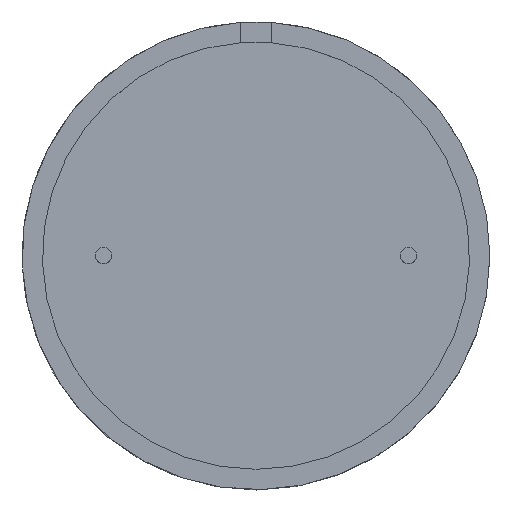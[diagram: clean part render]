
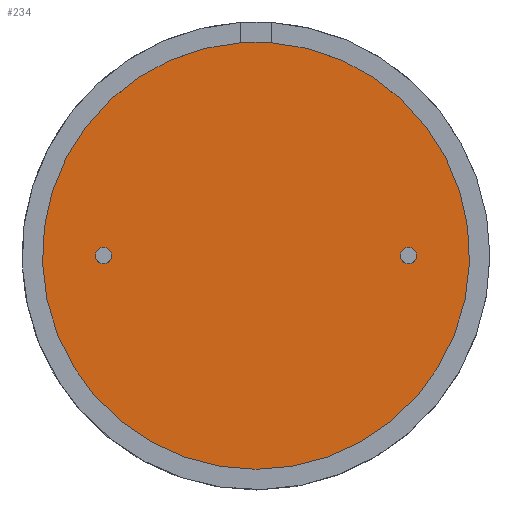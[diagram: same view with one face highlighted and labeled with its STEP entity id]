
A CAD part, top view. The second image highlights one B-rep face of the part: STEP entity #234.
In plain terms, the highlighted planar face has unit normal (0, 0, 1).
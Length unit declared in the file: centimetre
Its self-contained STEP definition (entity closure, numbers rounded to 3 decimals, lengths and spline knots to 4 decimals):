
#41=PLANE('',#263);
#77=VERTEX_POINT('',#344);
#79=VERTEX_POINT('',#350);
#81=VERTEX_POINT('',#358);
#82=VERTEX_POINT('',#359);
#93=CIRCLE('',#246,0.04);
#95=CIRCLE('',#250,0.04);
#97=CIRCLE('',#256,1.05);
#108=EDGE_CURVE('',#77,#77,#93,.T.);
#110=EDGE_CURVE('',#79,#79,#95,.T.);
#112=EDGE_CURVE('',#81,#82,#97,.T.);
#122=EDGE_CURVE('',#82,#81,#97,.T.);
#164=ORIENTED_EDGE('',*,*,#108,.T.);
#165=ORIENTED_EDGE('',*,*,#110,.T.);
#166=ORIENTED_EDGE('',*,*,#122,.T.);
#167=ORIENTED_EDGE('',*,*,#112,.T.);
#192=EDGE_LOOP('',(#164));
#193=EDGE_LOOP('',(#165));
#194=EDGE_LOOP('',(#166,#167));
#216=FACE_BOUND('',#192,.T.);
#217=FACE_BOUND('',#193,.T.);
#218=FACE_BOUND('',#194,.T.);
#234=ADVANCED_FACE('',(#216,#217,#218),#41,.T.);
#246=AXIS2_PLACEMENT_3D('',#343,#285,#286);
#250=AXIS2_PLACEMENT_3D('',#349,#292,#293);
#256=AXIS2_PLACEMENT_3D('',#357,#302,#303);
#263=AXIS2_PLACEMENT_3D('',#378,#321,$);
#285=DIRECTION('',(0.,0.,-1.));
#286=DIRECTION('',(-0.04,0.,0.));
#292=DIRECTION('',(0.,0.,-1.));
#293=DIRECTION('',(0.04,0.,0.));
#302=DIRECTION('',(0.,0.,1.));
#303=DIRECTION('',(1.05,0.,0.));
#321=DIRECTION('',(0.,0.,1.));
#343=CARTESIAN_POINT('',(0.75,0.,0.92));
#344=CARTESIAN_POINT('',(0.71,0.,0.92));
#349=CARTESIAN_POINT('',(-0.75,0.,0.92));
#350=CARTESIAN_POINT('',(-0.71,0.,0.92));
#357=CARTESIAN_POINT('',(0.,0.,0.92));
#358=CARTESIAN_POINT('',(0.075,1.0473,0.92));
#359=CARTESIAN_POINT('',(-0.075,1.0473,0.92));
#378=CARTESIAN_POINT('',(0.,0.,0.92));
